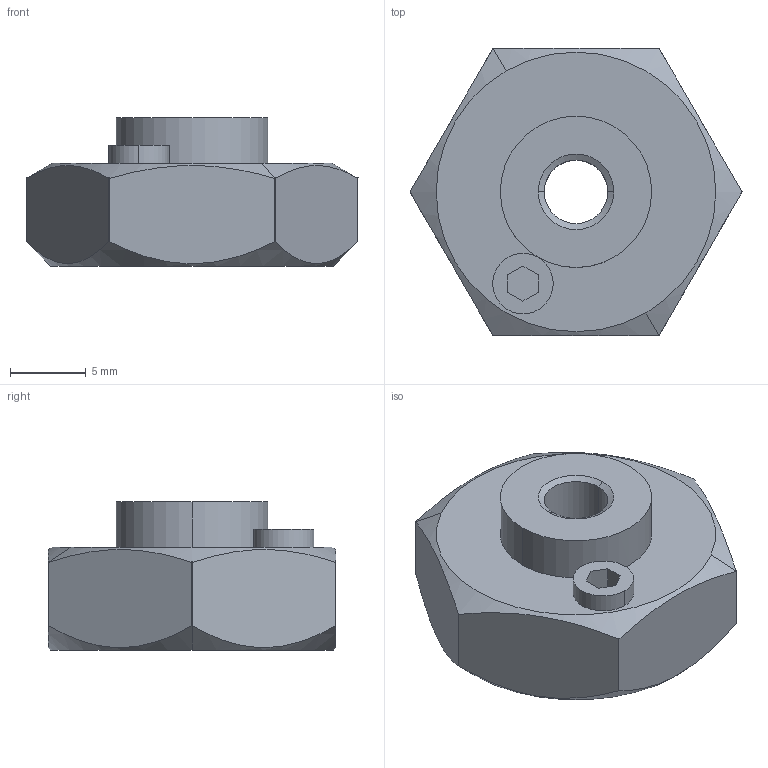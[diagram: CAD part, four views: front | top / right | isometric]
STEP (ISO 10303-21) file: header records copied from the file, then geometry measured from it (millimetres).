
FILE_DESCRIPTION(('Creo Elements/Direct Modeling STEP Export'),'2;1');
FILE_NAME('55.0075_Nutenstein-MMS-55_M5-Gewindestift.stp','2022-03-21T 8:06:24',(''),(''),'PTC Creo Elements/Direct Modeling STEP processor for AP214 (Solid Model)','PTC Creo Elements/Direct Modeling 19.0C 15-Aug-2015 (C) Parametric Technology GmbH','');
FILE_SCHEMA(('AUTOMOTIVE_DESIGN { 1 0 10303 214 1 1 1 1 }'));
Length unit declared in the file: millimetre
Products named in the file (3): Nutenstein-MMS-55_M5-Gewindestift_96.5036_PX175976; Gewindestift-DIN913_M4x8-45H-verz_15593_PX175796.01; 327218-1644901564-10e7c6305d1b-01282790
Assembly tree (2 placements, depth 2):
  327218-1644901564-10e7c6305d1b-01282790
    Gewindestift-DIN913_M4x8-45H-verz_15593_PX175796.01
    Nutenstein-MMS-55_M5-Gewindestift_96.5036_PX175976
Bounding box: 21.94 x 19 x 9.8 mm (x, y, z)
Volume: 2223.3 mm3; surface area: 1402 mm2
Topology: 8 solids, 8 shells, 70 faces, 152 edges, 93 vertices
Faces by surface type: plane 40, cone 16, cylinder 14
Entity records: 2805 total; most frequent: CARTESIAN_POINT 1150, ORIENTED_EDGE 328, DIRECTION 308, EDGE_CURVE 152, AXIS2_PLACEMENT_3D 109, VERTEX_POINT 93, VECTOR 90, LINE 90
